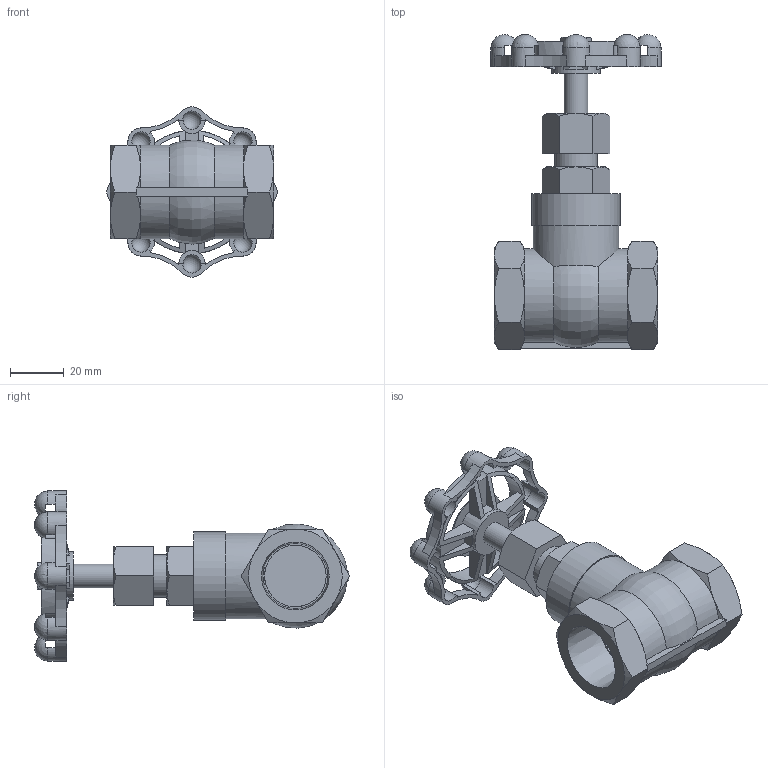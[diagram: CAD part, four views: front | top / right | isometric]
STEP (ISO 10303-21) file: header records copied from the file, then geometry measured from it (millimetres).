
FILE_DESCRIPTION(/* description */ ('Unknown'),/* implementation_level */ '2;1');
FILE_NAME(/* name */ 'GT-200-DN20',/* time_stamp */ '2021-03-09T16:49:01+08:00',/* author */ ('Unknown'),/* organization */ ('Unknown'),/* preprocessor_version */ 'ST-DEVELOPER v16.7',/* originating_system */ 'DEX',/* authorisation */ $);
FILE_SCHEMA (('AUTOMOTIVE_DESIGN {1 0 10303 214 3 1 1}'));
Length unit declared in the file: millimetre
Products named in the file (1): GT-200-DN20
Bounding box: 63.6 x 117.67 x 63.6 mm (x, y, z)
Volume: 79938.7 mm3; surface area: 28329.4 mm2
Topology: 1 solids, 1 shells, 290 faces, 855 edges, 533 vertices
Faces by surface type: plane 129, cylinder 61, cone 59, bspline 23, sphere 16, torus 2
Full cylindrical faces by diameter (mm): 8.8 x1, 16 x1, 18 x1, 23 x2, 26 x1, 32 x1, 33 x1, 43 x1
Entity records: 10889 total; most frequent: CARTESIAN_POINT 3575, ORIENTED_EDGE 1604, DIRECTION 1449, EDGE_CURVE 802, AXIS2_PLACEMENT_3D 581, VERTEX_POINT 525, EDGE_LOOP 325, FACE_BOUND 325
